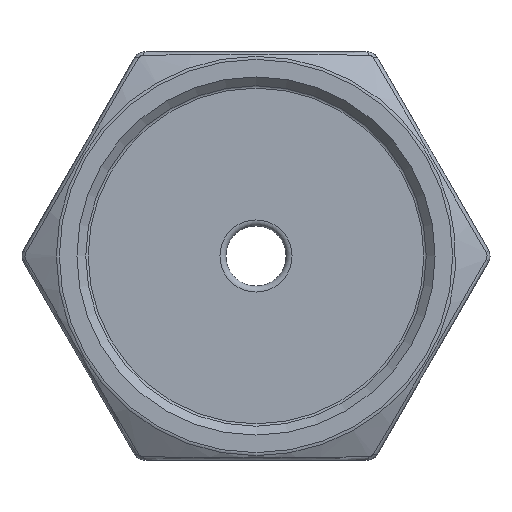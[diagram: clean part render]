
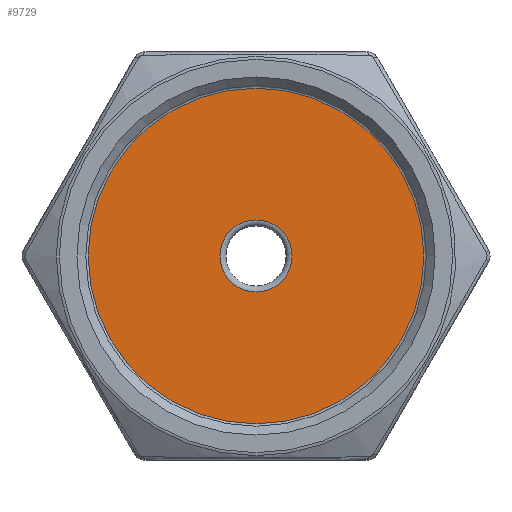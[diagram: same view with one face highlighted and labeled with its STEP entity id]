
A CAD part, left-side view. The second image highlights one B-rep face of the part: STEP entity #9729.
In plain terms, the highlighted planar face has unit normal (-1, 0, 0).
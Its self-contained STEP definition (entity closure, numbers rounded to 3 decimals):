
#117 = CIRCLE ( 'NONE', #10537, 27.928 ) ;
#983 = CARTESIAN_POINT ( 'NONE',  ( 24.8, 0., 0. ) ) ;
#1302 = DIRECTION ( 'NONE',  ( 1., 0., 0. ) ) ;
#1858 = EDGE_CURVE ( 'NONE', #1901, #1901, #8184, .T. ) ;
#1901 = VERTEX_POINT ( 'NONE', #13740 ) ;
#2832 = DIRECTION ( 'NONE',  ( 0., 1., 0. ) ) ;
#3303 = ORIENTED_EDGE ( 'NONE', *, *, #14439, .F. ) ;
#5308 = DIRECTION ( 'NONE',  ( 0., 0., 1. ) ) ;
#6443 = FACE_BOUND ( 'NONE', #10789, .T. ) ;
#7500 = DIRECTION ( 'NONE',  ( 0., 0., -1. ) ) ;
#8184 = CIRCLE ( 'NONE', #12832, 6. ) ;
#9713 = ORIENTED_EDGE ( 'NONE', *, *, #1858, .T. ) ;
#9729 = ADVANCED_FACE ( 'NONE', ( #6443, #16643 ), #14175, .F. ) ;
#10326 = CARTESIAN_POINT ( 'NONE',  ( 24.8, 0., -28.428 ) ) ;
#10537 = AXIS2_PLACEMENT_3D ( 'NONE', #11691, #1302, #5308 ) ;
#10789 = EDGE_LOOP ( 'NONE', ( #9713 ) ) ;
#11691 = CARTESIAN_POINT ( 'NONE',  ( 24.8, 0., 0. ) ) ;
#12044 = AXIS2_PLACEMENT_3D ( 'NONE', #10326, #15519, #2832 ) ;
#12832 = AXIS2_PLACEMENT_3D ( 'NONE', #983, #15537, #7500 ) ;
#12965 = CARTESIAN_POINT ( 'NONE',  ( 24.8, 0., 27.928 ) ) ;
#13740 = CARTESIAN_POINT ( 'NONE',  ( 24.8, 0., -6. ) ) ;
#14175 = PLANE ( 'NONE',  #12044 ) ;
#14250 = VERTEX_POINT ( 'NONE', #12965 ) ;
#14356 = EDGE_LOOP ( 'NONE', ( #3303 ) ) ;
#14439 = EDGE_CURVE ( 'NONE', #14250, #14250, #117, .T. ) ;
#15519 = DIRECTION ( 'NONE',  ( 1., 0., 0. ) ) ;
#15537 = DIRECTION ( 'NONE',  ( 1., 0., 0. ) ) ;
#16643 = FACE_OUTER_BOUND ( 'NONE', #14356, .T. ) ;
